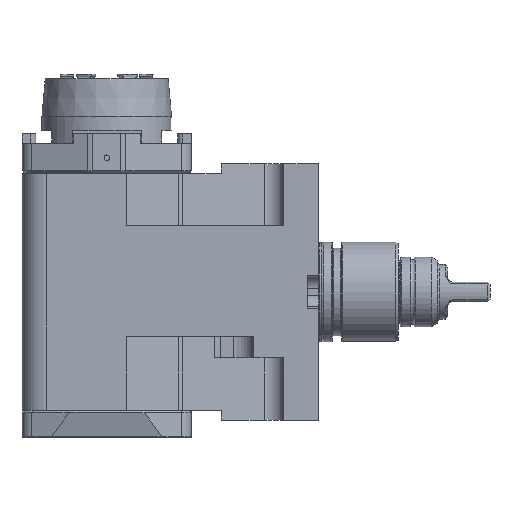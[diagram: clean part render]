
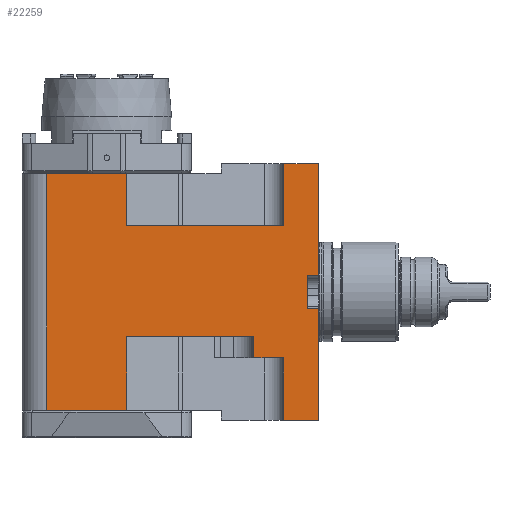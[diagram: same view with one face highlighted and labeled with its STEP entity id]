
A CAD part, left-side view. The second image highlights one B-rep face of the part: STEP entity #22259.
In plain terms, the highlighted planar face has unit normal (-1, 0, 0).
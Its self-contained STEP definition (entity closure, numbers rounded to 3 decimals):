
#63 = VERTEX_POINT ( 'NONE', #19239 ) ;
#316 = LINE ( 'NONE', #2610, #553 ) ;
#553 = VECTOR ( 'NONE', #4910, 1000. ) ;
#950 = LINE ( 'NONE', #13272, #1850 ) ;
#1159 = CARTESIAN_POINT ( 'NONE',  ( -39., -80.5, 6.5 ) ) ;
#1183 = DIRECTION ( 'NONE',  ( 0., 1., 0. ) ) ;
#1196 = LINE ( 'NONE', #7139, #10011 ) ;
#1262 = CARTESIAN_POINT ( 'NONE',  ( -39., 34., -47.5 ) ) ;
#1414 = ORIENTED_EDGE ( 'NONE', *, *, #21356, .T. ) ;
#1432 = VECTOR ( 'NONE', #9620, 1000. ) ;
#1454 = VECTOR ( 'NONE', #10177, 1000. ) ;
#1699 = ORIENTED_EDGE ( 'NONE', *, *, #19762, .T. ) ;
#1831 = DIRECTION ( 'NONE',  ( 1., 0., 0. ) ) ;
#1850 = VECTOR ( 'NONE', #21122, 1000. ) ;
#2303 = CARTESIAN_POINT ( 'NONE',  ( -39., -80.5, -6.5 ) ) ;
#2610 = CARTESIAN_POINT ( 'NONE',  ( -39., -80.5, 6.5 ) ) ;
#3065 = DIRECTION ( 'NONE',  ( 0., 0., 1. ) ) ;
#3217 = LINE ( 'NONE', #21876, #12241 ) ;
#3301 = CARTESIAN_POINT ( 'NONE',  ( -39., -8., 26.5 ) ) ;
#3660 = LINE ( 'NONE', #3795, #9997 ) ;
#3697 = ORIENTED_EDGE ( 'NONE', *, *, #9623, .F. ) ;
#3726 = CARTESIAN_POINT ( 'NONE',  ( -39., -8., -51.5 ) ) ;
#3795 = CARTESIAN_POINT ( 'NONE',  ( -39., -46., 47.5 ) ) ;
#3821 = LINE ( 'NONE', #18145, #19589 ) ;
#3833 = LINE ( 'NONE', #7876, #13764 ) ;
#4076 = EDGE_CURVE ( 'NONE', #14114, #22443, #12453, .T. ) ;
#4910 = DIRECTION ( 'NONE',  ( 0., 0., -1. ) ) ;
#5087 = VERTEX_POINT ( 'NONE', #21076 ) ;
#5165 = LINE ( 'NONE', #1262, #1432 ) ;
#5787 = VERTEX_POINT ( 'NONE', #14520 ) ;
#5907 = FACE_OUTER_BOUND ( 'NONE', #15721, .T. ) ;
#6317 = VECTOR ( 'NONE', #3065, 1000. ) ;
#6320 = EDGE_CURVE ( 'NONE', #12512, #11332, #15256, .T. ) ;
#6322 = ORIENTED_EDGE ( 'NONE', *, *, #9699, .F. ) ;
#6457 = CARTESIAN_POINT ( 'NONE',  ( -39., -71., -26.5 ) ) ;
#7136 = CARTESIAN_POINT ( 'NONE',  ( -39., -80.5, -6.5 ) ) ;
#7139 = CARTESIAN_POINT ( 'NONE',  ( -39., -59., -18. ) ) ;
#7244 = CARTESIAN_POINT ( 'NONE',  ( -39., -71., 51.5 ) ) ;
#7430 = CARTESIAN_POINT ( 'NONE',  ( -39., -71., -26.5 ) ) ;
#7600 = ORIENTED_EDGE ( 'NONE', *, *, #16518, .F. ) ;
#7728 = VERTEX_POINT ( 'NONE', #21717 ) ;
#7749 = VERTEX_POINT ( 'NONE', #21997 ) ;
#7831 = DIRECTION ( 'NONE',  ( 0., -1., 0. ) ) ;
#7876 = CARTESIAN_POINT ( 'NONE',  ( -39., -8., 51.5 ) ) ;
#7911 = VERTEX_POINT ( 'NONE', #21289 ) ;
#8109 = EDGE_CURVE ( 'NONE', #13676, #24599, #3833, .T. ) ;
#9251 = VECTOR ( 'NONE', #11973, 1000. ) ;
#9610 = VECTOR ( 'NONE', #23710, 1000. ) ;
#9620 = DIRECTION ( 'NONE',  ( 0., 1., 0. ) ) ;
#9623 = EDGE_CURVE ( 'NONE', #24599, #5787, #3821, .T. ) ;
#9699 = EDGE_CURVE ( 'NONE', #11332, #5087, #24646, .T. ) ;
#9948 = VERTEX_POINT ( 'NONE', #25987 ) ;
#9997 = VECTOR ( 'NONE', #7831, 1000. ) ;
#10011 = VECTOR ( 'NONE', #11058, 1000. ) ;
#10051 = CARTESIAN_POINT ( 'NONE',  ( -39., 24., -47.5 ) ) ;
#10080 = DIRECTION ( 'NONE',  ( 0., 0., -1. ) ) ;
#10177 = DIRECTION ( 'NONE',  ( 0., 0., -1. ) ) ;
#10304 = EDGE_CURVE ( 'NONE', #23278, #13762, #16570, .T. ) ;
#10591 = ORIENTED_EDGE ( 'NONE', *, *, #23615, .F. ) ;
#11058 = DIRECTION ( 'NONE',  ( 0., 0., -1. ) ) ;
#11332 = VERTEX_POINT ( 'NONE', #26774 ) ;
#11425 = VECTOR ( 'NONE', #18809, 1000. ) ;
#11566 = EDGE_CURVE ( 'NONE', #22443, #63, #950, .T. ) ;
#11660 = CARTESIAN_POINT ( 'NONE',  ( -39., -8., -18. ) ) ;
#11874 = EDGE_CURVE ( 'NONE', #63, #7911, #16787, .T. ) ;
#11973 = DIRECTION ( 'NONE',  ( 0., 0., 1. ) ) ;
#12112 = CARTESIAN_POINT ( 'NONE',  ( -39., 0., 0. ) ) ;
#12190 = DIRECTION ( 'NONE',  ( 0., 0., -1. ) ) ;
#12201 = EDGE_CURVE ( 'NONE', #7749, #7728, #1196, .T. ) ;
#12241 = VECTOR ( 'NONE', #1183, 1000. ) ;
#12453 = LINE ( 'NONE', #2303, #11425 ) ;
#12463 = VECTOR ( 'NONE', #14870, 1000. ) ;
#12479 = CARTESIAN_POINT ( 'NONE',  ( -39., -71., 51.5 ) ) ;
#12512 = VERTEX_POINT ( 'NONE', #7244 ) ;
#12937 = LINE ( 'NONE', #13215, #6317 ) ;
#13215 = CARTESIAN_POINT ( 'NONE',  ( -39., -71., -51.5 ) ) ;
#13221 = VERTEX_POINT ( 'NONE', #21312 ) ;
#13272 = CARTESIAN_POINT ( 'NONE',  ( -39., -85., 0. ) ) ;
#13280 = DIRECTION ( 'NONE',  ( 0., -1., 0. ) ) ;
#13410 = LINE ( 'NONE', #23430, #9610 ) ;
#13676 = VERTEX_POINT ( 'NONE', #19662 ) ;
#13762 = VERTEX_POINT ( 'NONE', #11660 ) ;
#13764 = VECTOR ( 'NONE', #26582, 1000. ) ;
#13982 = EDGE_CURVE ( 'NONE', #13221, #13676, #3660, .T. ) ;
#14114 = VERTEX_POINT ( 'NONE', #7136 ) ;
#14158 = ORIENTED_EDGE ( 'NONE', *, *, #8109, .F. ) ;
#14259 = LINE ( 'NONE', #12479, #1454 ) ;
#14520 = CARTESIAN_POINT ( 'NONE',  ( -39., -71., 26.5 ) ) ;
#14716 = ORIENTED_EDGE ( 'NONE', *, *, #16846, .T. ) ;
#14777 = VERTEX_POINT ( 'NONE', #10051 ) ;
#14870 = DIRECTION ( 'NONE',  ( 0., -1., 0. ) ) ;
#15256 = LINE ( 'NONE', #23257, #12463 ) ;
#15721 = EDGE_LOOP ( 'NONE', ( #14716, #7600, #25166, #19865, #22176, #10591, #1414, #6322, #19716, #1699, #3697, #14158, #18271, #18817, #16515, #23643, #23719, #22499 ) ) ;
#16139 = VECTOR ( 'NONE', #12190, 1000. ) ;
#16515 = ORIENTED_EDGE ( 'NONE', *, *, #23699, .F. ) ;
#16518 = EDGE_CURVE ( 'NONE', #7911, #26757, #12937, .T. ) ;
#16570 = LINE ( 'NONE', #3726, #9251 ) ;
#16787 = LINE ( 'NONE', #19214, #26462 ) ;
#16846 = EDGE_CURVE ( 'NONE', #7728, #26757, #23052, .T. ) ;
#16970 = CARTESIAN_POINT ( 'NONE',  ( -39., -8., -47.5 ) ) ;
#17511 = DIRECTION ( 'NONE',  ( 0., -1., 0. ) ) ;
#18145 = CARTESIAN_POINT ( 'NONE',  ( -39., -71., 26.5 ) ) ;
#18271 = ORIENTED_EDGE ( 'NONE', *, *, #13982, .F. ) ;
#18381 = EDGE_CURVE ( 'NONE', #7749, #13762, #3217, .T. ) ;
#18658 = VECTOR ( 'NONE', #17511, 1000. ) ;
#18809 = DIRECTION ( 'NONE',  ( 0., -1., 0. ) ) ;
#18817 = ORIENTED_EDGE ( 'NONE', *, *, #26311, .T. ) ;
#19060 = VECTOR ( 'NONE', #13280, 1000. ) ;
#19214 = CARTESIAN_POINT ( 'NONE',  ( -39., -46., -51.5 ) ) ;
#19239 = CARTESIAN_POINT ( 'NONE',  ( -39., -85., -51.5 ) ) ;
#19589 = VECTOR ( 'NONE', #26568, 1000. ) ;
#19662 = CARTESIAN_POINT ( 'NONE',  ( -39., -8., 47.5 ) ) ;
#19716 = ORIENTED_EDGE ( 'NONE', *, *, #6320, .F. ) ;
#19762 = EDGE_CURVE ( 'NONE', #12512, #5787, #14259, .T. ) ;
#19865 = ORIENTED_EDGE ( 'NONE', *, *, #11566, .F. ) ;
#19946 = CARTESIAN_POINT ( 'NONE',  ( -39., -85., -6.5 ) ) ;
#21076 = CARTESIAN_POINT ( 'NONE',  ( -39., -85., 6.5 ) ) ;
#21122 = DIRECTION ( 'NONE',  ( 0., 0., -1. ) ) ;
#21289 = CARTESIAN_POINT ( 'NONE',  ( -39., -71., -51.5 ) ) ;
#21312 = CARTESIAN_POINT ( 'NONE',  ( -39., 24., 47.5 ) ) ;
#21356 = EDGE_CURVE ( 'NONE', #9948, #5087, #23882, .T. ) ;
#21717 = CARTESIAN_POINT ( 'NONE',  ( -39., -59., -26.5 ) ) ;
#21876 = CARTESIAN_POINT ( 'NONE',  ( -39., -8., -18. ) ) ;
#21997 = CARTESIAN_POINT ( 'NONE',  ( -39., -59., -18. ) ) ;
#22176 = ORIENTED_EDGE ( 'NONE', *, *, #4076, .F. ) ;
#22259 = ADVANCED_FACE ( 'Defeature completata1_179', ( #5907 ), #22402, .F. ) ;
#22402 = PLANE ( 'NONE',  #23841 ) ;
#22443 = VERTEX_POINT ( 'NONE', #19946 ) ;
#22499 = ORIENTED_EDGE ( 'NONE', *, *, #12201, .T. ) ;
#23052 = LINE ( 'NONE', #7430, #19060 ) ;
#23257 = CARTESIAN_POINT ( 'NONE',  ( -39., -46., 51.5 ) ) ;
#23278 = VERTEX_POINT ( 'NONE', #16970 ) ;
#23430 = CARTESIAN_POINT ( 'NONE',  ( -39., 24., -47.5 ) ) ;
#23615 = EDGE_CURVE ( 'NONE', #9948, #14114, #316, .T. ) ;
#23643 = ORIENTED_EDGE ( 'NONE', *, *, #10304, .T. ) ;
#23699 = EDGE_CURVE ( 'NONE', #23278, #14777, #5165, .T. ) ;
#23710 = DIRECTION ( 'NONE',  ( 0., 0., -1. ) ) ;
#23719 = ORIENTED_EDGE ( 'NONE', *, *, #18381, .F. ) ;
#23841 = AXIS2_PLACEMENT_3D ( 'NONE', #12112, #1831, #10080 ) ;
#23882 = LINE ( 'NONE', #1159, #18658 ) ;
#24525 = CARTESIAN_POINT ( 'NONE',  ( -39., -85., 0. ) ) ;
#24599 = VERTEX_POINT ( 'NONE', #3301 ) ;
#24646 = LINE ( 'NONE', #24525, #16139 ) ;
#25049 = DIRECTION ( 'NONE',  ( 0., 1., 0. ) ) ;
#25166 = ORIENTED_EDGE ( 'NONE', *, *, #11874, .F. ) ;
#25987 = CARTESIAN_POINT ( 'NONE',  ( -39., -80.5, 6.5 ) ) ;
#26311 = EDGE_CURVE ( 'NONE', #13221, #14777, #13410, .T. ) ;
#26462 = VECTOR ( 'NONE', #25049, 1000. ) ;
#26568 = DIRECTION ( 'NONE',  ( 0., -1., 0. ) ) ;
#26582 = DIRECTION ( 'NONE',  ( 0., 0., -1. ) ) ;
#26757 = VERTEX_POINT ( 'NONE', #6457 ) ;
#26774 = CARTESIAN_POINT ( 'NONE',  ( -39., -85., 51.5 ) ) ;
